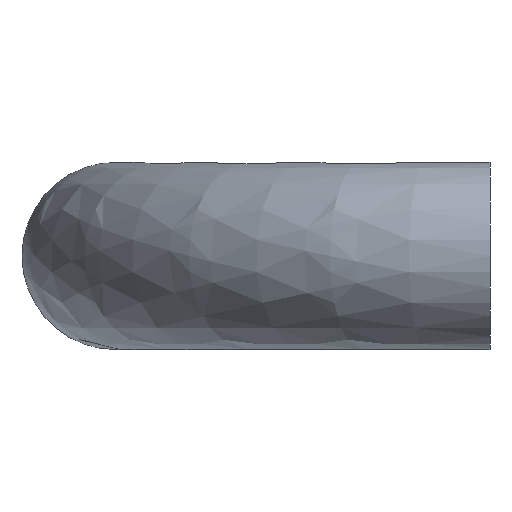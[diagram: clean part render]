
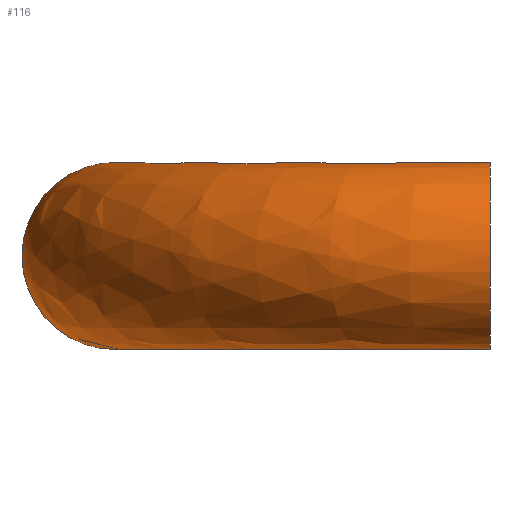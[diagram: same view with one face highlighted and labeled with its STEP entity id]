
A CAD part, left-side view. The second image highlights one B-rep face of the part: STEP entity #116.
In plain terms, the highlighted face is a revolution surface.
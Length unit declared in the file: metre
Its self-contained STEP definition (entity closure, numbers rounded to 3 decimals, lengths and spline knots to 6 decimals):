
#43 = SURFACE_OF_LINEAR_EXTRUSION('',#44,#49);
#44 = CIRCLE('',#45,2.5);
#45 = AXIS2_PLACEMENT_3D('',#46,#47,#48);
#46 = CARTESIAN_POINT('',(95.,35.000756,0.));
#47 = DIRECTION('',(-1.,0.,0.));
#48 = DIRECTION('',(0.,0.,-1.));
#49 = VECTOR('',#50,1.);
#50 = DIRECTION('',(-1.,0.,0.));
#62 = VERTEX_POINT('',#63);
#63 = CARTESIAN_POINT('',(70.,35.000756,-2.5));
#84 = EDGE_CURVE('',#62,#62,#85,.T.);
#85 = SURFACE_CURVE('',#86,(#91,#98),.PCURVE_S1.);
#86 = CIRCLE('',#87,2.5);
#87 = AXIS2_PLACEMENT_3D('',#88,#89,#90);
#88 = CARTESIAN_POINT('',(70.,35.000756,0.));
#89 = DIRECTION('',(-1.,0.,0.));
#90 = DIRECTION('',(0.,0.,-1.));
#91 = PCURVE('',#43,#92);
#92 = DEFINITIONAL_REPRESENTATION('',(#93),#97);
#93 = LINE('',#94,#95);
#94 = CARTESIAN_POINT('',(0.,25.));
#95 = VECTOR('',#96,1.);
#96 = DIRECTION('',(1.,0.));
#97 = ( GEOMETRIC_REPRESENTATION_CONTEXT(2) 
PARAMETRIC_REPRESENTATION_CONTEXT() REPRESENTATION_CONTEXT('2D SPACE',''
  ) );
#98 = PCURVE('',#99,#108);
#99 = SURFACE_OF_REVOLUTION('',#100,#105);
#100 = CIRCLE('',#101,2.5);
#101 = AXIS2_PLACEMENT_3D('',#102,#103,#104);
#102 = CARTESIAN_POINT('',(80.,25.000756,0.));
#103 = DIRECTION('',(0.,1.,0.));
#104 = DIRECTION('',(0.,0.,-1.));
#105 = AXIS1_PLACEMENT('',#106,#107);
#106 = CARTESIAN_POINT('',(70.,25.000756,0.));
#107 = DIRECTION('',(0.,-0.,1.));
#108 = DEFINITIONAL_REPRESENTATION('',(#109),#113);
#109 = LINE('',#110,#111);
#110 = CARTESIAN_POINT('',(1.571,0.));
#111 = VECTOR('',#112,1.);
#112 = DIRECTION('',(0.,1.));
#113 = ( GEOMETRIC_REPRESENTATION_CONTEXT(2) 
PARAMETRIC_REPRESENTATION_CONTEXT() REPRESENTATION_CONTEXT('2D SPACE',''
  ) );
#116 = ADVANCED_FACE('',(#117),#99,.F.);
#117 = FACE_BOUND('',#118,.F.);
#118 = EDGE_LOOP('',(#119,#143,#170,#171));
#119 = ORIENTED_EDGE('',*,*,#120,.T.);
#120 = EDGE_CURVE('',#62,#121,#123,.T.);
#121 = VERTEX_POINT('',#122);
#122 = CARTESIAN_POINT('',(60.,25.,-2.5));
#123 = SEAM_CURVE('',#124,(#129,#136),.PCURVE_S1.);
#124 = CIRCLE('',#125,10.);
#125 = AXIS2_PLACEMENT_3D('',#126,#127,#128);
#126 = CARTESIAN_POINT('',(70.,25.000756,-2.5));
#127 = DIRECTION('',(0.,-0.,1.));
#128 = DIRECTION('',(1.,0.,-0.));
#129 = PCURVE('',#99,#130);
#130 = DEFINITIONAL_REPRESENTATION('',(#131),#135);
#131 = LINE('',#132,#133);
#132 = CARTESIAN_POINT('',(0.,0.));
#133 = VECTOR('',#134,1.);
#134 = DIRECTION('',(1.,0.));
#135 = ( GEOMETRIC_REPRESENTATION_CONTEXT(2) 
PARAMETRIC_REPRESENTATION_CONTEXT() REPRESENTATION_CONTEXT('2D SPACE',''
  ) );
#136 = PCURVE('',#99,#137);
#137 = DEFINITIONAL_REPRESENTATION('',(#138),#142);
#138 = LINE('',#139,#140);
#139 = CARTESIAN_POINT('',(0.,6.283));
#140 = VECTOR('',#141,1.);
#141 = DIRECTION('',(1.,0.));
#142 = ( GEOMETRIC_REPRESENTATION_CONTEXT(2) 
PARAMETRIC_REPRESENTATION_CONTEXT() REPRESENTATION_CONTEXT('2D SPACE',''
  ) );
#143 = ORIENTED_EDGE('',*,*,#144,.T.);
#144 = EDGE_CURVE('',#121,#121,#145,.T.);
#145 = SURFACE_CURVE('',#146,(#151,#158),.PCURVE_S1.);
#146 = CIRCLE('',#147,2.5);
#147 = AXIS2_PLACEMENT_3D('',#148,#149,#150);
#148 = CARTESIAN_POINT('',(60.,25.,0.));
#149 = DIRECTION('',(0.,-1.,0.));
#150 = DIRECTION('',(0.,-0.,-1.));
#151 = PCURVE('',#99,#152);
#152 = DEFINITIONAL_REPRESENTATION('',(#153),#157);
#153 = LINE('',#154,#155);
#154 = CARTESIAN_POINT('',(3.142,0.));
#155 = VECTOR('',#156,1.);
#156 = DIRECTION('',(0.,1.));
#157 = ( GEOMETRIC_REPRESENTATION_CONTEXT(2) 
PARAMETRIC_REPRESENTATION_CONTEXT() REPRESENTATION_CONTEXT('2D SPACE',''
  ) );
#158 = PCURVE('',#159,#164);
#159 = PLANE('',#160);
#160 = AXIS2_PLACEMENT_3D('',#161,#162,#163);
#161 = CARTESIAN_POINT('',(0.,25.,0.));
#162 = DIRECTION('',(0.,-1.,0.));
#163 = DIRECTION('',(0.,0.,-1.));
#164 = DEFINITIONAL_REPRESENTATION('',(#165),#169);
#165 = CIRCLE('',#166,2.5);
#166 = AXIS2_PLACEMENT_2D('',#167,#168);
#167 = CARTESIAN_POINT('',(0.,60.));
#168 = DIRECTION('',(1.,0.));
#169 = ( GEOMETRIC_REPRESENTATION_CONTEXT(2) 
PARAMETRIC_REPRESENTATION_CONTEXT() REPRESENTATION_CONTEXT('2D SPACE',''
  ) );
#170 = ORIENTED_EDGE('',*,*,#120,.F.);
#171 = ORIENTED_EDGE('',*,*,#84,.F.);
